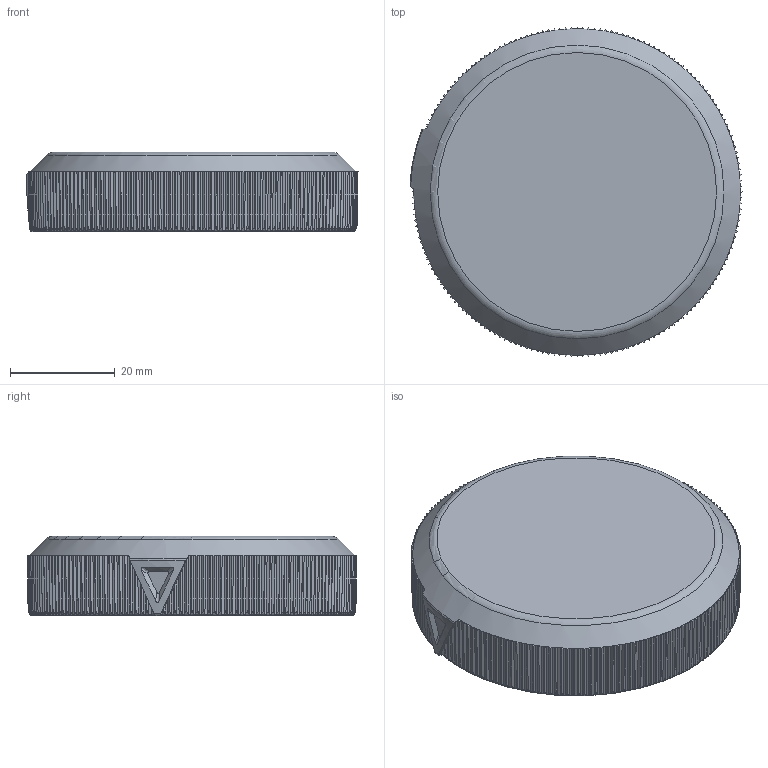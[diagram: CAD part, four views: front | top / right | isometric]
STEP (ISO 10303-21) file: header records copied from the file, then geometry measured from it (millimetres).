
FILE_DESCRIPTION(/* description */ (''),/* implementation_level */ '2;1');
FILE_NAME(/* name */ 'Tower Cap.stp',/* time_stamp */ '2014-11-17T16:03:22+01:00',/* author */ (''),/* organization */ (''),/* preprocessor_version */ 'ST-DEVELOPER v11',/* originating_system */ 'SIEMENS PLM Software NX 7.5',/* authorisation */ '');
FILE_SCHEMA (('AUTOMOTIVE_DESIGN { 1 0 10303 214 1 1 1 1 }'));
Length unit declared in the file: millimetre
Products named in the file (1): m.ne07FE6bt6
Bounding box: 63.49 x 63.07 x 15.2 mm (x, y, z)
Volume: 14755.1 mm3; surface area: 11083 mm2
Topology: 1 solids, 1 shells, 804 faces, 2038 edges, 1227 vertices
Faces by surface type: plane 552, cone 195, bspline 20, torus 13, cylinder 13, sphere 11
Entity records: 25778 total; most frequent: CARTESIAN_POINT 7862, ORIENTED_EDGE 4016, DIRECTION 3390, EDGE_CURVE 2008, AXIS2_PLACEMENT_3D 1408, VERTEX_POINT 1216, EDGE_LOOP 812, B_SPLINE_CURVE_WITH_KNOTS 810
